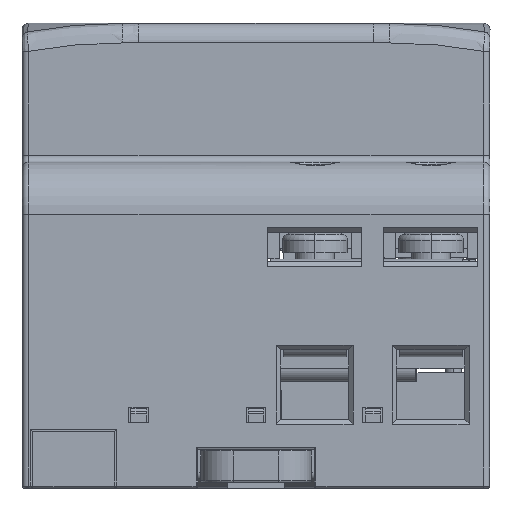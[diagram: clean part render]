
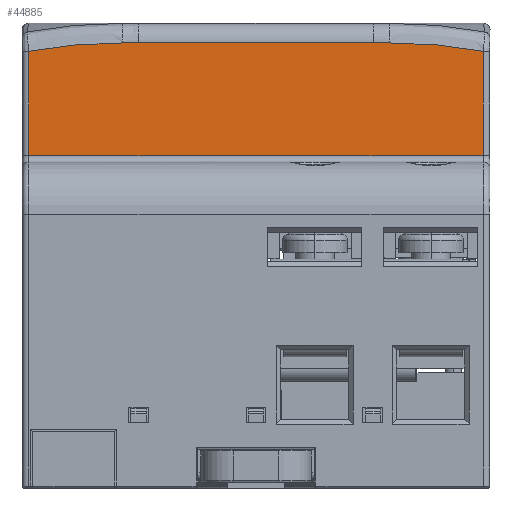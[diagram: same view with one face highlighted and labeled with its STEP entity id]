
A CAD part, left-side view. The second image highlights one B-rep face of the part: STEP entity #44885.
In plain terms, the highlighted planar face has unit normal (-1, 0, 0).
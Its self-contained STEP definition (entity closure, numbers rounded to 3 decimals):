
#14659=DIRECTION('',(0.,0.,1.));
#14660=VECTOR('',#14659,6.994);
#14661=CARTESIAN_POINT('',(-22.5,-70.9,60.));
#14662=LINE('',#14661,#14660);
#14666=CARTESIAN_POINT('',(-22.5,-1.1,
66.994));
#14667=CARTESIAN_POINT('',(-22.5,-1.567,
67.082));
#14668=CARTESIAN_POINT('',(-22.5,-2.706,
67.285));
#14669=CARTESIAN_POINT('',(-22.5,-4.503,
67.559));
#14670=CARTESIAN_POINT('',(-22.5,-6.471,
67.804));
#14671=CARTESIAN_POINT('',(-22.5,-8.386,
67.993));
#14672=CARTESIAN_POINT('',(-22.5,-10.247,
68.132));
#14673=CARTESIAN_POINT('',(-22.5,-12.051,
68.225));
#14674=CARTESIAN_POINT('',(-22.5,-13.8,
68.276));
#14675=CARTESIAN_POINT('',(-22.5,-14.947,
68.286));
#14676=CARTESIAN_POINT('',(-22.5,-15.511,
68.285));
#14681=DIRECTION('',(0.,-1.,0.001));
#14682=VECTOR('',#14681,2.489);
#14683=CARTESIAN_POINT('',(-22.5,-54.,
68.283));
#14684=LINE('',#14683,#14682);
#14688=DIRECTION('',(0.,0.,-1.));
#14689=VECTOR('',#14688,9.);
#14690=CARTESIAN_POINT('',(-22.5,-70.9,60.));
#14691=LINE('',#14690,#14689);
#14695=DIRECTION('',(0.,1.,0.));
#14696=VECTOR('',#14695,35.9);
#14697=CARTESIAN_POINT('',(-22.5,-70.9,51.));
#14698=LINE('',#14697,#14696);
#14702=DIRECTION('',(0.,1.,0.));
#14703=VECTOR('',#14702,33.9);
#14704=CARTESIAN_POINT('',(-22.5,-35.,51.));
#14705=LINE('',#14704,#14703);
#14731=DIRECTION('',(0.,0.,-1.));
#14732=VECTOR('',#14731,6.994);
#14733=CARTESIAN_POINT('',(-22.5,-1.1,
66.994));
#14734=LINE('',#14733,#14732);
#14738=DIRECTION('',(0.,0.,-1.));
#14739=VECTOR('',#14738,9.);
#14740=CARTESIAN_POINT('',(-22.5,-1.1,60.));
#14741=LINE('',#14740,#14739);
#15156=CARTESIAN_POINT('',(-22.5,-70.9,
66.994));
#15157=CARTESIAN_POINT('',(-22.5,-70.539,
67.063));
#15158=CARTESIAN_POINT('',(-22.5,-69.806,
67.195));
#15159=CARTESIAN_POINT('',(-22.5,-68.676,
67.38));
#15160=CARTESIAN_POINT('',(-22.5,-67.51,
67.553));
#15161=CARTESIAN_POINT('',(-22.5,-66.268,
67.715));
#15162=CARTESIAN_POINT('',(-22.5,-65.062,
67.853));
#15163=CARTESIAN_POINT('',(-22.5,-63.787,
67.977));
#15164=CARTESIAN_POINT('',(-22.5,-62.466,
68.083));
#15165=CARTESIAN_POINT('',(-22.5,-61.093,
68.169));
#15166=CARTESIAN_POINT('',(-22.5,-59.682,
68.234));
#15167=CARTESIAN_POINT('',(-22.5,-58.151,
68.276));
#15168=CARTESIAN_POINT('',(-22.5,-57.056,
68.285));
#15169=CARTESIAN_POINT('',(-22.5,-56.489,
68.284));
#15258=DIRECTION('',(0.,1.,0.));
#15259=VECTOR('',#15258,35.95);
#15260=CARTESIAN_POINT('',(-22.5,-53.95,68.282));
#15261=LINE('',#15260,#15259);
#15265=DIRECTION('',(0.001,1.,-0.005));
#15266=VECTOR('',#15265,0.05);
#15267=CARTESIAN_POINT('',(-22.5,-54.,
68.283));
#15268=LINE('',#15267,#15266);
#15280=CARTESIAN_POINT('',(-22.5,-18.,
68.282));
#15281=CARTESIAN_POINT('',(-22.5,-17.73,
68.283));
#15282=CARTESIAN_POINT('',(-22.5,-17.185,
68.283));
#15283=CARTESIAN_POINT('',(-22.5,-16.355,
68.283));
#15284=CARTESIAN_POINT('',(-22.5,-15.794,
68.284));
#15285=CARTESIAN_POINT('',(-22.5,-15.511,
68.285));
#40899=CARTESIAN_POINT('',(-22.5,-70.9,51.));
#40900=VERTEX_POINT('',#40899);
#41429=CARTESIAN_POINT('',(-22.5,-1.1,51.));
#41430=VERTEX_POINT('',#41429);
#41690=CARTESIAN_POINT('',(-22.5,-35.,51.));
#41691=VERTEX_POINT('',#41690);
#41754=VERTEX_POINT('',#14666);
#41755=VERTEX_POINT('',#14676);
#41756=CARTESIAN_POINT('',(-22.5,-53.95,68.282));
#41757=CARTESIAN_POINT('',(-22.5,-18.,
68.282));
#41758=VERTEX_POINT('',#41756);
#41759=VERTEX_POINT('',#41757);
#41761=CARTESIAN_POINT('',(-22.5,-70.9,66.994));
#41763=VERTEX_POINT('',#41761);
#41773=VERTEX_POINT('',#15169);
#41774=CARTESIAN_POINT('',(-22.5,-54.,
68.283));
#41776=VERTEX_POINT('',#41774);
#41959=CARTESIAN_POINT('',(-22.5,-70.9,60.));
#41960=VERTEX_POINT('',#41959);
#41975=CARTESIAN_POINT('',(-22.5,-1.1,60.));
#41976=VERTEX_POINT('',#41975);
#44856=CARTESIAN_POINT('',(-22.5,-71.9,50.));
#44857=DIRECTION('',(-1.,0.,0.));
#44858=DIRECTION('',(0.,0.,1.));
#44859=AXIS2_PLACEMENT_3D('',#44856,#44857,#44858);
#44860=PLANE('',#44859);
#44862=ORIENTED_EDGE('',*,*,#44861,.F.);
#44864=ORIENTED_EDGE('',*,*,#44863,.F.);
#44866=ORIENTED_EDGE('',*,*,#44865,.T.);
#44868=ORIENTED_EDGE('',*,*,#44867,.F.);
#44870=ORIENTED_EDGE('',*,*,#44869,.F.);
#44872=ORIENTED_EDGE('',*,*,#44871,.F.);
#44874=ORIENTED_EDGE('',*,*,#44873,.T.);
#44876=ORIENTED_EDGE('',*,*,#44875,.F.);
#44877=ORIENTED_EDGE('',*,*,#44845,.F.);
#44878=ORIENTED_EDGE('',*,*,#44843,.T.);
#44880=ORIENTED_EDGE('',*,*,#44879,.T.);
#44882=ORIENTED_EDGE('',*,*,#44881,.T.);
#44883=EDGE_LOOP('',(#44862,#44864,#44866,#44868,#44870,#44872,#44874,#44876,
#44877,#44878,#44880,#44882));
#44884=FACE_OUTER_BOUND('',#44883,.F.);
#14677=B_SPLINE_CURVE_WITH_KNOTS('',3,(#14666,#14667,#14668,#14669,#14670,
#14671,#14672,#14673,#14674,#14675,#14676),.UNSPECIFIED.,.F.,.F.,(4,1,1,1,1,1,1,
1,4),(0.,0.099,0.24,0.377,
0.51,0.638,0.763,0.883,1.),
.UNSPECIFIED.);
#15170=B_SPLINE_CURVE_WITH_KNOTS('',3,(#15156,#15157,#15158,#15159,#15160,
#15161,#15162,#15163,#15164,#15165,#15166,#15167,#15168,#15169),.UNSPECIFIED.,
.F.,.F.,(4,1,1,1,1,1,1,1,1,1,1,4),(0.,0.091,0.182,
0.273,0.364,0.455,0.545,
0.636,0.727,0.818,0.909,1.),
.UNSPECIFIED.);
#15286=B_SPLINE_CURVE_WITH_KNOTS('',3,(#15280,#15281,#15282,#15283,#15284,
#15285),.UNSPECIFIED.,.F.,.F.,(4,1,1,4),(0.,0.333,
0.667,1.),.UNSPECIFIED.);
#44843=EDGE_CURVE('',#41960,#40900,#14691,.T.);
#44845=EDGE_CURVE('',#41960,#41763,#14662,.T.);
#44861=EDGE_CURVE('',#41976,#41430,#14741,.T.);
#44863=EDGE_CURVE('',#41754,#41976,#14734,.T.);
#44865=EDGE_CURVE('',#41754,#41755,#14677,.T.);
#44867=EDGE_CURVE('',#41759,#41755,#15286,.T.);
#44869=EDGE_CURVE('',#41758,#41759,#15261,.T.);
#44871=EDGE_CURVE('',#41776,#41758,#15268,.T.);
#44873=EDGE_CURVE('',#41776,#41773,#14684,.T.);
#44875=EDGE_CURVE('',#41763,#41773,#15170,.T.);
#44879=EDGE_CURVE('',#40900,#41691,#14698,.T.);
#44881=EDGE_CURVE('',#41691,#41430,#14705,.T.);
#44885=ADVANCED_FACE('',(#44884),#44860,.T.);
